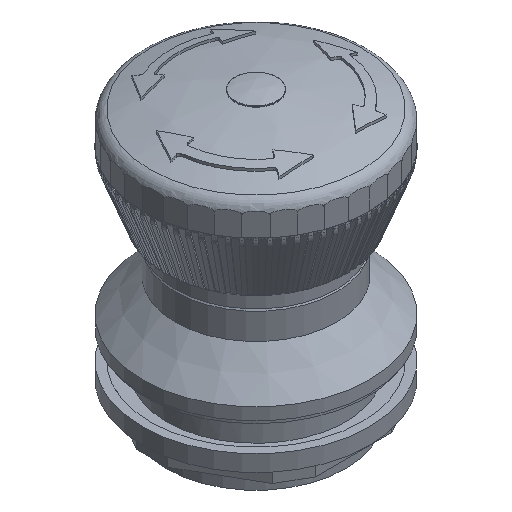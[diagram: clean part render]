
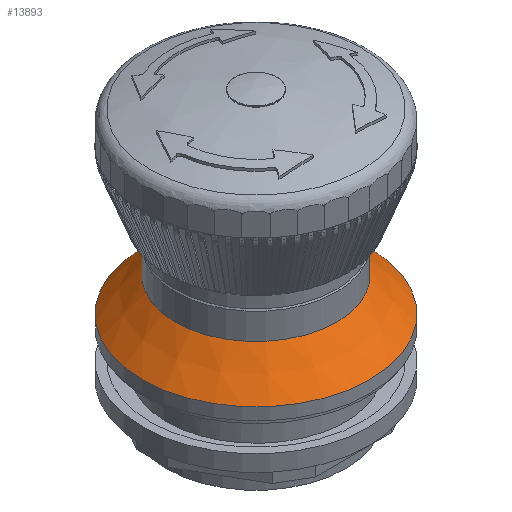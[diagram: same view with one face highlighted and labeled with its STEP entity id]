
A CAD part, isometric view. The second image highlights one B-rep face of the part: STEP entity #13893.
In plain terms, the highlighted conical face has half-angle 45 degrees and reference radius 11.963 mm.
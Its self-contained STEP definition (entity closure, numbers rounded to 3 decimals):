
#238=CONICAL_SURFACE($,#14835,11.962,45.);
#2812=FACE_BOUND($,#3801,.T.);
#2934=FACE_OUTER_BOUND($,#3800,.T.);
#3800=EDGE_LOOP($,(#9603));
#3801=EDGE_LOOP($,(#9604));
#4668=CIRCLE($,#14834,9.925);
#4669=CIRCLE($,#14836,14.);
#5607=VERTEX_POINT($,#21566);
#5608=VERTEX_POINT($,#21569);
#7136=EDGE_CURVE($,#5607,#5607,#4668,.T.);
#7137=EDGE_CURVE($,#5608,#5608,#4669,.T.);
#9603=ORIENTED_EDGE($,*,*,#7137,.F.);
#9604=ORIENTED_EDGE($,*,*,#7136,.T.);
#13893=ADVANCED_FACE($,(#2934,#2812),#238,.T.);
#14834=AXIS2_PLACEMENT_3D($,#21567,#16775,#16776);
#14835=AXIS2_PLACEMENT_3D($,#21568,#16777,#16778);
#14836=AXIS2_PLACEMENT_3D($,#21570,#16779,#16780);
#16775=DIRECTION('center_axis',(0.,0.,
-1.));
#16776=DIRECTION('ref_axis',(0.,-1.,0.));
#16777=DIRECTION('center_axis',(0.,0.,
-1.));
#16778=DIRECTION('ref_axis',(0.,-1.,0.));
#16779=DIRECTION('center_axis',(0.,0.,
-1.));
#16780=DIRECTION('ref_axis',(0.,-1.,0.));
#21566=CARTESIAN_POINT('',(0.,-9.925,5.575));
#21567=CARTESIAN_POINT('Origin',(0.,0.,
5.575));
#21568=CARTESIAN_POINT('Origin',(0.,0.,
3.537));
#21569=CARTESIAN_POINT('',(0.,-14.,1.5));
#21570=CARTESIAN_POINT('Origin',(0.,0.,
1.5));
